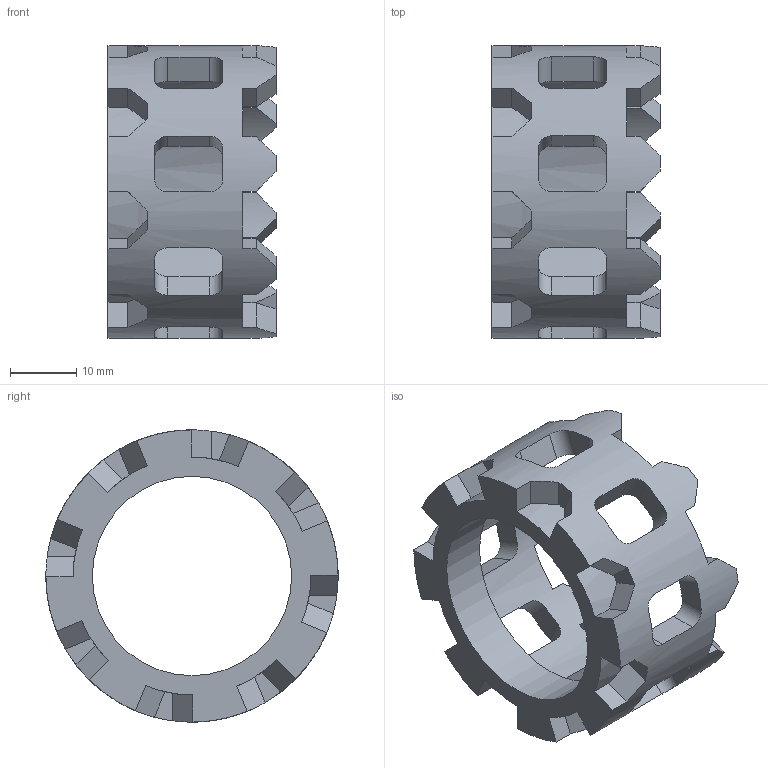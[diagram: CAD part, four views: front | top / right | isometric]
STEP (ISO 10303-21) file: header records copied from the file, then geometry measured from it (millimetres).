
FILE_DESCRIPTION(/* description */ (''),/* implementation_level */ '2;1');
FILE_NAME(/* name */ 'base_pulley_2_v1.step',/* time_stamp */ '2025-11-18T12:30:15+09:00',/* author */ (''),/* organization */ (''),/* preprocessor_version */ 'ST-DEVELOPER v20.1',/* originating_system */ 'Autodesk Translation Framework v14.17.0.0',/* authorisation */ '');
FILE_SCHEMA (('AUTOMOTIVE_DESIGN { 1 0 10303 214 3 1 1 }'));
Length unit declared in the file: millimetre
Products named in the file (1): プーリ接続部
Bounding box: 25.3 x 44 x 44 mm (x, y, z)
Volume: 9552.9 mm3; surface area: 7286.8 mm2
Topology: 1 solids, 1 shells, 158 faces, 491 edges, 326 vertices
Faces by surface type: plane 114, cylinder 44
Full cylindrical faces by diameter (mm): 30 x1, 36 x1, 44 x1
Entity records: 6033 total; most frequent: CARTESIAN_POINT 1552, ORIENTED_EDGE 982, DIRECTION 911, EDGE_CURVE 491, VERTEX_POINT 326, AXIS2_PLACEMENT_3D 325, LINE 261, VECTOR 261
